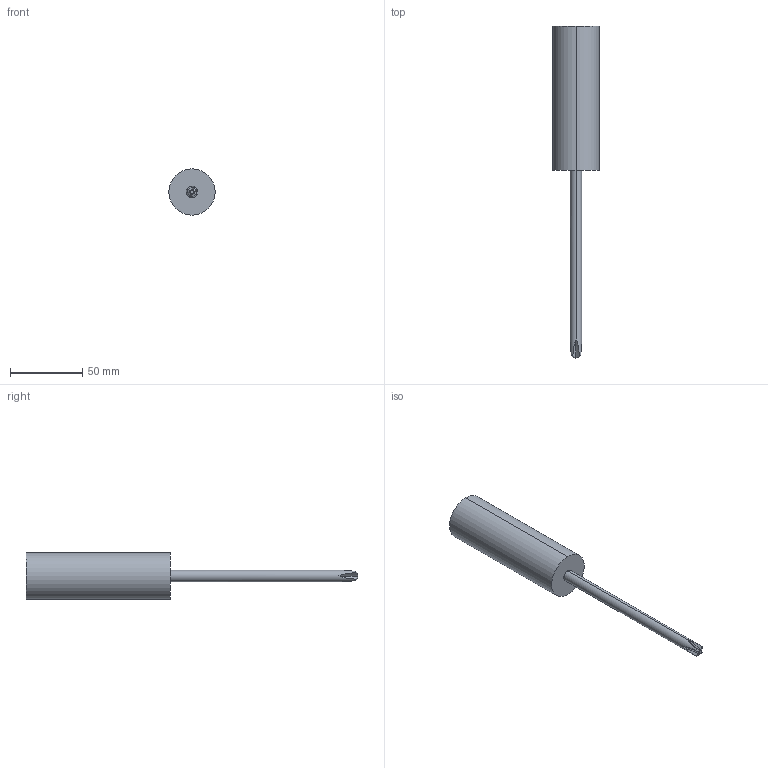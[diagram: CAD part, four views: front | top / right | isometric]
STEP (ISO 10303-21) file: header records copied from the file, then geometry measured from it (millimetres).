
FILE_DESCRIPTION(('produced by SPATIAL CORP'),'2;1');
FILE_NAME( '8mm_phillipshead_screwdriver.hh.sat.stp','2002-04-12T11:55:48+00:00',('SPATIAL CORP'),('SPATIAL CORP'), 'ACIS STEP Husk','http://www.spatial.com','SPATIAL CORP');
FILE_SCHEMA(('CONFIG_CONTROL_DESIGN'));
Length unit declared in the file: millimetre
Products named in the file (1): PRODUCT_ID_1
Bounding box: 32 x 230 x 32 mm (x, y, z)
Volume: 86737.9 mm3; surface area: 14938.2 mm2
Topology: 1 solids, 1 shells, 33 faces, 90 edges, 60 vertices
Faces by surface type: cone 22, plane 7, cylinder 4
Entity records: 1248 total; most frequent: CARTESIAN_POINT 410, ORIENTED_EDGE 180, DIRECTION 130, EDGE_CURVE 90, VERTEX_POINT 60, AXIS2_PLACEMENT_3D 56, B_SPLINE_CURVE_WITH_KNOTS 36, EDGE_LOOP 34
